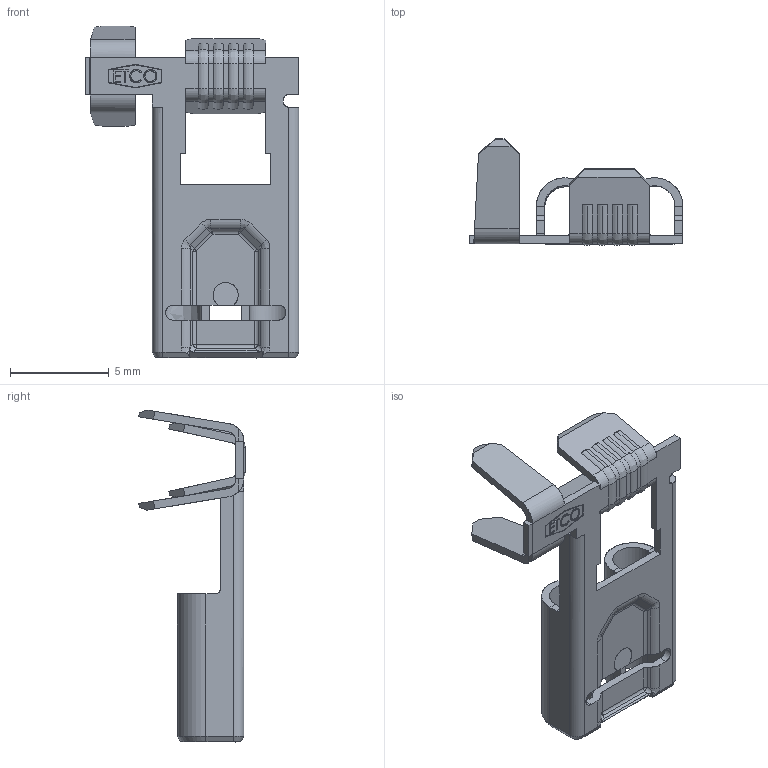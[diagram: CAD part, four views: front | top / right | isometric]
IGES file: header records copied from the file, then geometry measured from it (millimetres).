
Start section: SolidWorks IGES file using analytic representation for surfaces
Global section: file name: 07882.IGS; native system: SolidWorks 2014; preprocessor: SolidWorks 2014; author: sjohnson; date: 150129.112734; units: inch
Bounding box: 10.85 x 5.41 x 16.83 mm (x, y, z)
Surface area: 543.4 mm2 (no closed solid volume)
Topology: 0 solids, 0 shells, 404 faces, 2652 edges, 2652 vertices
Faces by surface type: bspline 261, revolution 143
